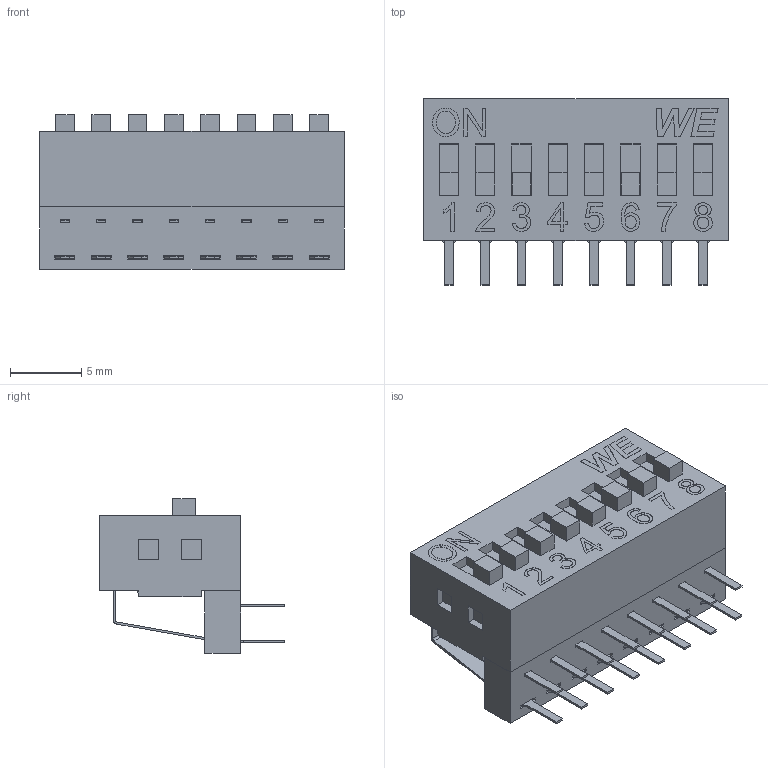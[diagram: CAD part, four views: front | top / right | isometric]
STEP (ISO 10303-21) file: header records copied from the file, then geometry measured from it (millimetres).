
FILE_DESCRIPTION( ( 'Unknown' ), '1' );
FILE_NAME( '4182172709xxA_V2 - 418217270908A_V2.stp', 'Unknown', ( 'Unknown' ), ( 'Unknown' ), 'PSStep 19.0.9', 'Unknown', ' ' );
FILE_SCHEMA( ( 'AUTOMOTIVE_DESIGN { 1 0 10303 214 1 1 1 1 }' ) );
Length unit declared in the file: millimetre
Products named in the file (7): Assem1; Terminal_down; Terminal_up; Actuator; Cover_08; Base_08; Accessory 08
Assembly tree (27 placements, depth 2):
  Assem1
    Terminal_down  x8
    Terminal_up  x8
    Actuator  x8
    Cover_08
    Base_08
    Accessory 08
Bounding box: 21.32 x 13 x 10.83 mm (x, y, z)
Volume: 1001.5 mm3; surface area: 3403.4 mm2
Topology: 27 solids, 27 shells, 1413 faces, 3911 edges, 2590 vertices
Faces by surface type: plane 1248, cylinder 144, extrusion 21
Entity records: 33104 total; most frequent: CARTESIAN_POINT 5966, ORIENTED_EDGE 4494, DIRECTION 3736, EDGE_CURVE 2247, VECTOR 2042, LINE 2021, VERTEX_POINT 1484, EDGE_LOOP 889
